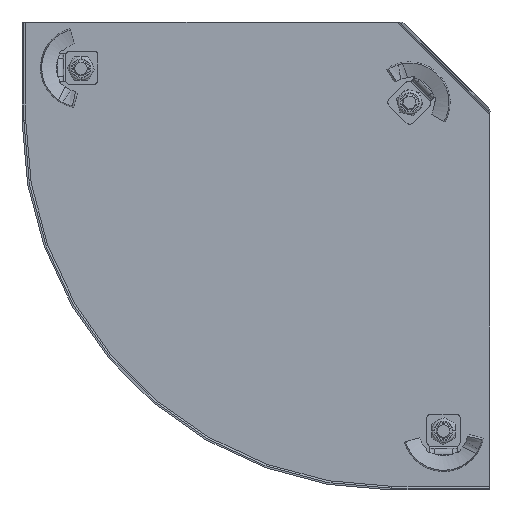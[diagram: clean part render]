
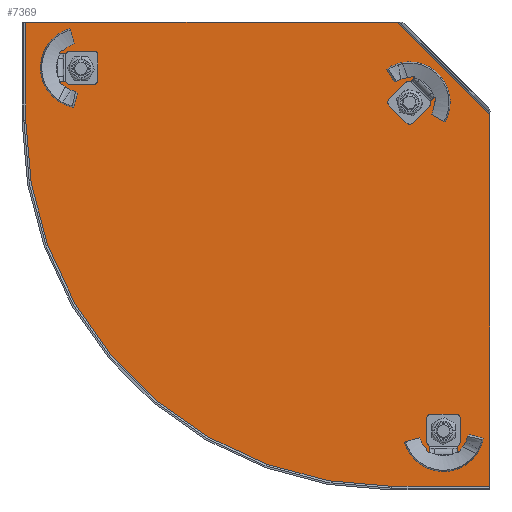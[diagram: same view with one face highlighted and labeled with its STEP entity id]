
A CAD part, front view. The second image highlights one B-rep face of the part: STEP entity #7369.
In plain terms, the highlighted planar face has unit normal (0, -1, 0).
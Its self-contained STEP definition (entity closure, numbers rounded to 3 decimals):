
#43 = EDGE_CURVE ( 'NONE', #2646, #6238, #1509, .T. ) ;
#56 = CARTESIAN_POINT ( 'NONE',  ( -251.5, -1., 0. ) ) ;
#76 = DIRECTION ( 'NONE',  ( 0., 1., 0. ) ) ;
#87 = EDGE_CURVE ( 'NONE', #5068, #2153, #4474, .T. ) ;
#139 = VERTEX_POINT ( 'NONE', #446 ) ;
#351 = DIRECTION ( 'NONE',  ( 0., 1., 0. ) ) ;
#389 = EDGE_CURVE ( 'NONE', #1880, #2720, #4822, .T. ) ;
#446 = CARTESIAN_POINT ( 'NONE',  ( -43.385, -1., -49.885 ) ) ;
#601 = AXIS2_PLACEMENT_3D ( 'NONE', #3077, #3784, #2486 ) ;
#698 = VERTEX_POINT ( 'NONE', #6235 ) ;
#846 = DIRECTION ( 'NONE',  ( 0., 1., 0. ) ) ;
#877 = CARTESIAN_POINT ( 'NONE',  ( -25., -1., -25. ) ) ;
#909 = EDGE_CURVE ( 'NONE', #698, #2646, #2879, .T. ) ;
#960 = VERTEX_POINT ( 'NONE', #1249 ) ;
#1208 = DIRECTION ( 'NONE',  ( 0., 0., 1. ) ) ;
#1249 = CARTESIAN_POINT ( 'NONE',  ( -43.385, -1., -36.885 ) ) ;
#1277 = CARTESIAN_POINT ( 'NONE',  ( 0., -1., -251.5 ) ) ;
#1290 = EDGE_CURVE ( 'NONE', #5820, #698, #3795, .T. ) ;
#1292 = CIRCLE ( 'NONE', #3940, 6.5 ) ;
#1418 = AXIS2_PLACEMENT_3D ( 'NONE', #1492, #846, #5553 ) ;
#1428 = EDGE_LOOP ( 'NONE', ( #2497, #1932, #5008, #1798, #3910, #4152 ) ) ;
#1440 = CARTESIAN_POINT ( 'NONE',  ( -25., -1., -228. ) ) ;
#1492 = CARTESIAN_POINT ( 'NONE',  ( -43.385, -1., -43.385 ) ) ;
#1509 = CIRCLE ( 'NONE', #2185, 198.5 ) ;
#1534 = CIRCLE ( 'NONE', #5578, 6.5 ) ;
#1538 = ORIENTED_EDGE ( 'NONE', *, *, #2730, .T. ) ;
#1559 = EDGE_LOOP ( 'NONE', ( #7248, #7589 ) ) ;
#1746 = LINE ( 'NONE', #877, #3222 ) ;
#1798 = ORIENTED_EDGE ( 'NONE', *, *, #43, .F. ) ;
#1826 = DIRECTION ( 'NONE',  ( 0., 1., 0. ) ) ;
#1880 = VERTEX_POINT ( 'NONE', #2313 ) ;
#1926 = CIRCLE ( 'NONE', #1418, 6.5 ) ;
#1932 = ORIENTED_EDGE ( 'NONE', *, *, #3744, .F. ) ;
#1955 = CARTESIAN_POINT ( 'NONE',  ( 0., -1., -31.332 ) ) ;
#1977 = VERTEX_POINT ( 'NONE', #56 ) ;
#2016 = DIRECTION ( 'NONE',  ( 0.707, 0., -0.707 ) ) ;
#2153 = VERTEX_POINT ( 'NONE', #5527 ) ;
#2185 = AXIS2_PLACEMENT_3D ( 'NONE', #2436, #76, #5412 ) ;
#2216 = VECTOR ( 'NONE', #3032, 1000. ) ;
#2313 = CARTESIAN_POINT ( 'NONE',  ( -25., -1., -215. ) ) ;
#2316 = VECTOR ( 'NONE', #5995, 1000. ) ;
#2374 = LINE ( 'NONE', #6082, #3671 ) ;
#2436 = CARTESIAN_POINT ( 'NONE',  ( -53., -1., -53. ) ) ;
#2440 = CARTESIAN_POINT ( 'NONE',  ( -251.5, -1., -53. ) ) ;
#2486 = DIRECTION ( 'NONE',  ( 0., 0., 1. ) ) ;
#2497 = ORIENTED_EDGE ( 'NONE', *, *, #2523, .F. ) ;
#2523 = EDGE_CURVE ( 'NONE', #4068, #5820, #1746, .T. ) ;
#2528 = FACE_BOUND ( 'NONE', #1559, .T. ) ;
#2533 = DIRECTION ( 'NONE',  ( 0., 0., 1. ) ) ;
#2621 = FACE_BOUND ( 'NONE', #2783, .T. ) ;
#2646 = VERTEX_POINT ( 'NONE', #2952 ) ;
#2720 = VERTEX_POINT ( 'NONE', #1440 ) ;
#2730 = EDGE_CURVE ( 'NONE', #960, #139, #1292, .T. ) ;
#2733 = PLANE ( 'NONE',  #6053 ) ;
#2783 = EDGE_LOOP ( 'NONE', ( #7159, #6401 ) ) ;
#2799 = CARTESIAN_POINT ( 'NONE',  ( -221.5, -1., -31.5 ) ) ;
#2879 = LINE ( 'NONE', #1277, #2316 ) ;
#2952 = CARTESIAN_POINT ( 'NONE',  ( -53., -1., -251.5 ) ) ;
#3032 = DIRECTION ( 'NONE',  ( 0., 0., -1. ) ) ;
#3077 = CARTESIAN_POINT ( 'NONE',  ( -25., -1., -221.5 ) ) ;
#3142 = DIRECTION ( 'NONE',  ( 0., 0., 1. ) ) ;
#3222 = VECTOR ( 'NONE', #2016, 1000. ) ;
#3266 = DIRECTION ( 'NONE',  ( 0., 1., 0. ) ) ;
#3273 = EDGE_CURVE ( 'NONE', #2720, #1880, #5076, .T. ) ;
#3302 = DIRECTION ( 'NONE',  ( 0., 1., 0. ) ) ;
#3534 = CARTESIAN_POINT ( 'NONE',  ( -221.5, -1., -25. ) ) ;
#3671 = VECTOR ( 'NONE', #2533, 1000. ) ;
#3739 = DIRECTION ( 'NONE',  ( 0., 0., 1. ) ) ;
#3744 = EDGE_CURVE ( 'NONE', #1977, #4068, #5830, .T. ) ;
#3784 = DIRECTION ( 'NONE',  ( 0., 1., 0. ) ) ;
#3795 = LINE ( 'NONE', #1955, #2216 ) ;
#3823 = EDGE_CURVE ( 'NONE', #139, #960, #1926, .T. ) ;
#3863 = CARTESIAN_POINT ( 'NONE',  ( -43.385, -1., -43.385 ) ) ;
#3910 = ORIENTED_EDGE ( 'NONE', *, *, #909, .F. ) ;
#3927 = CARTESIAN_POINT ( 'NONE',  ( -53., -1., -53. ) ) ;
#3930 = CARTESIAN_POINT ( 'NONE',  ( 0., -1., -50. ) ) ;
#3940 = AXIS2_PLACEMENT_3D ( 'NONE', #3863, #3266, #5046 ) ;
#3960 = ORIENTED_EDGE ( 'NONE', *, *, #3823, .T. ) ;
#4068 = VERTEX_POINT ( 'NONE', #4651 ) ;
#4152 = ORIENTED_EDGE ( 'NONE', *, *, #1290, .F. ) ;
#4290 = AXIS2_PLACEMENT_3D ( 'NONE', #7412, #351, #7435 ) ;
#4474 = CIRCLE ( 'NONE', #7386, 6.5 ) ;
#4651 = CARTESIAN_POINT ( 'NONE',  ( -50., -1., 0. ) ) ;
#4822 = CIRCLE ( 'NONE', #601, 6.5 ) ;
#4940 = FACE_OUTER_BOUND ( 'NONE', #1428, .T. ) ;
#5008 = ORIENTED_EDGE ( 'NONE', *, *, #5306, .F. ) ;
#5046 = DIRECTION ( 'NONE',  ( 0., 0., 1. ) ) ;
#5068 = VERTEX_POINT ( 'NONE', #2799 ) ;
#5076 = CIRCLE ( 'NONE', #4290, 6.5 ) ;
#5306 = EDGE_CURVE ( 'NONE', #6238, #1977, #2374, .T. ) ;
#5344 = CARTESIAN_POINT ( 'NONE',  ( -221.5, -1., -25. ) ) ;
#5412 = DIRECTION ( 'NONE',  ( 0., 0., 1. ) ) ;
#5527 = CARTESIAN_POINT ( 'NONE',  ( -221.5, -1., -18.5 ) ) ;
#5553 = DIRECTION ( 'NONE',  ( 0., 0., 1. ) ) ;
#5578 = AXIS2_PLACEMENT_3D ( 'NONE', #5344, #7027, #1208 ) ;
#5820 = VERTEX_POINT ( 'NONE', #3930 ) ;
#5830 = LINE ( 'NONE', #6242, #7011 ) ;
#5970 = EDGE_CURVE ( 'NONE', #2153, #5068, #1534, .T. ) ;
#5995 = DIRECTION ( 'NONE',  ( -1., 0., 0. ) ) ;
#6053 = AXIS2_PLACEMENT_3D ( 'NONE', #3927, #3302, #3142 ) ;
#6082 = CARTESIAN_POINT ( 'NONE',  ( -251.5, -1., 0. ) ) ;
#6169 = FACE_BOUND ( 'NONE', #7549, .T. ) ;
#6213 = DIRECTION ( 'NONE',  ( 1., 0., 0. ) ) ;
#6235 = CARTESIAN_POINT ( 'NONE',  ( 0., -1., -251.5 ) ) ;
#6238 = VERTEX_POINT ( 'NONE', #2440 ) ;
#6242 = CARTESIAN_POINT ( 'NONE',  ( -251.5, -1., 0. ) ) ;
#6401 = ORIENTED_EDGE ( 'NONE', *, *, #3273, .T. ) ;
#7011 = VECTOR ( 'NONE', #6213, 1000. ) ;
#7027 = DIRECTION ( 'NONE',  ( 0., 1., 0. ) ) ;
#7159 = ORIENTED_EDGE ( 'NONE', *, *, #389, .T. ) ;
#7248 = ORIENTED_EDGE ( 'NONE', *, *, #5970, .T. ) ;
#7369 = ADVANCED_FACE ( 'NONE', ( #4940, #2528, #2621, #6169 ), #2733, .F. ) ;
#7386 = AXIS2_PLACEMENT_3D ( 'NONE', #3534, #1826, #3739 ) ;
#7412 = CARTESIAN_POINT ( 'NONE',  ( -25., -1., -221.5 ) ) ;
#7435 = DIRECTION ( 'NONE',  ( 0., 0., 1. ) ) ;
#7549 = EDGE_LOOP ( 'NONE', ( #1538, #3960 ) ) ;
#7589 = ORIENTED_EDGE ( 'NONE', *, *, #87, .T. ) ;
